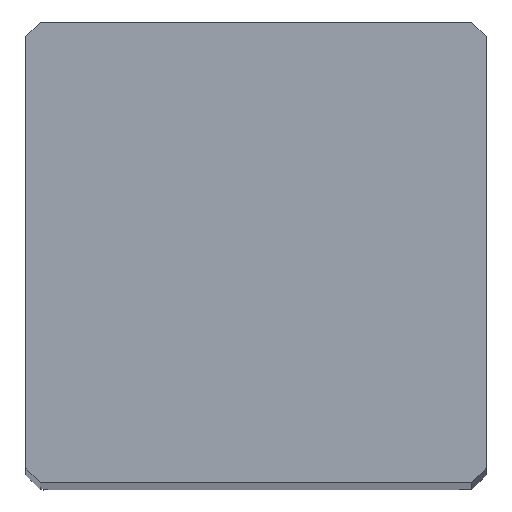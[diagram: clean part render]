
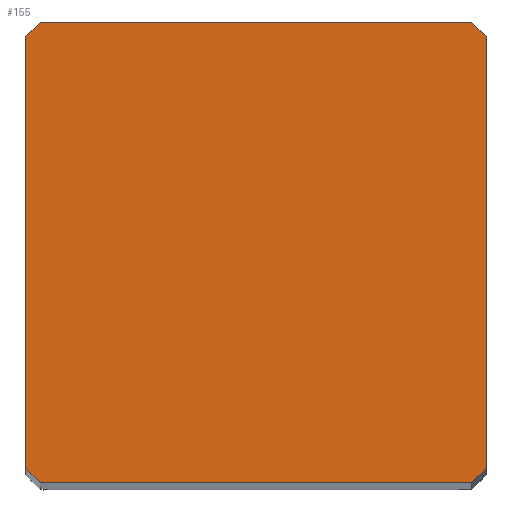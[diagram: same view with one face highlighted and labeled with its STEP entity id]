
A CAD part, top view. The second image highlights one B-rep face of the part: STEP entity #155.
In plain terms, the highlighted planar face has unit normal (0, 0, 1).
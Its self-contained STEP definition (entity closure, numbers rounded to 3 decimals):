
#101=FACE_OUTER_BOUND('',#242,.T.);
#155=ADVANCED_FACE('',(#101),#210,.T.);
#210=PLANE('',#1149);
#242=EDGE_LOOP('',(#383,#384,#385,#386,#387,#388,#389,#390));
#383=ORIENTED_EDGE('',*,*,#775,.F.);
#384=ORIENTED_EDGE('',*,*,#776,.T.);
#385=ORIENTED_EDGE('',*,*,#748,.F.);
#386=ORIENTED_EDGE('',*,*,#744,.F.);
#387=ORIENTED_EDGE('',*,*,#777,.F.);
#388=ORIENTED_EDGE('',*,*,#778,.T.);
#389=ORIENTED_EDGE('',*,*,#779,.F.);
#390=ORIENTED_EDGE('',*,*,#774,.F.);
#644=VERTEX_POINT('',#1580);
#645=VERTEX_POINT('',#1582);
#648=VERTEX_POINT('',#1590);
#667=VERTEX_POINT('',#1638);
#668=VERTEX_POINT('',#1640);
#669=VERTEX_POINT('',#1644);
#670=VERTEX_POINT('',#1647);
#671=VERTEX_POINT('',#1649);
#744=EDGE_CURVE('',#644,#645,#894,.T.);
#748=EDGE_CURVE('',#645,#648,#896,.T.);
#774=EDGE_CURVE('',#668,#667,#919,.T.);
#775=EDGE_CURVE('',#669,#668,#920,.T.);
#776=EDGE_CURVE('',#669,#648,#921,.T.);
#777=EDGE_CURVE('',#670,#644,#922,.T.);
#778=EDGE_CURVE('',#670,#671,#923,.T.);
#779=EDGE_CURVE('',#667,#671,#924,.T.);
#894=LINE('',#1581,#981);
#896=LINE('',#1589,#983);
#919=LINE('',#1641,#1006);
#920=LINE('',#1643,#1007);
#921=LINE('',#1645,#1008);
#922=LINE('',#1646,#1009);
#923=LINE('',#1648,#1010);
#924=LINE('',#1650,#1011);
#981=VECTOR('',#1268,1.);
#983=VECTOR('',#1276,1.);
#1006=VECTOR('',#1315,1.);
#1007=VECTOR('',#1318,1.);
#1008=VECTOR('',#1319,1.);
#1009=VECTOR('',#1320,1.);
#1010=VECTOR('',#1321,1.);
#1011=VECTOR('',#1322,1.);
#1149=AXIS2_PLACEMENT_3D('',#1651,#1323,#1324);
#1268=DIRECTION('',(-1.,0.,0.));
#1276=DIRECTION('',(-0.707,0.707,0.));
#1315=DIRECTION('',(1.,0.,0.));
#1318=DIRECTION('',(0.707,0.707,0.));
#1319=DIRECTION('',(0.,-1.,0.));
#1320=DIRECTION('',(-0.707,-0.707,0.));
#1321=DIRECTION('',(0.,1.,0.));
#1322=DIRECTION('',(0.707,-0.707,0.));
#1323=DIRECTION('',(0.,0.,1.));
#1324=DIRECTION('',(-1.,0.,0.));
#1580=CARTESIAN_POINT('',(-0.5,0.,0.));
#1581=CARTESIAN_POINT('',(-0.5,0.,0.));
#1582=CARTESIAN_POINT('',(-15.375,0.,0.));
#1589=CARTESIAN_POINT('',(-15.375,0.,0.));
#1590=CARTESIAN_POINT('',(-15.875,0.5,0.));
#1638=CARTESIAN_POINT('',(-0.5,15.875,0.));
#1640=CARTESIAN_POINT('',(-15.375,15.875,0.));
#1641=CARTESIAN_POINT('',(-15.375,15.875,0.));
#1643=CARTESIAN_POINT('',(-15.875,15.375,0.));
#1644=CARTESIAN_POINT('',(-15.875,15.375,0.));
#1645=CARTESIAN_POINT('',(-15.875,15.375,0.));
#1646=CARTESIAN_POINT('',(0.,0.5,0.));
#1647=CARTESIAN_POINT('',(0.,0.5,0.));
#1648=CARTESIAN_POINT('',(0.,0.5,0.));
#1649=CARTESIAN_POINT('',(0.,15.375,0.));
#1650=CARTESIAN_POINT('',(-0.5,15.875,0.));
#1651=CARTESIAN_POINT('',(-7.938,7.938,0.));
